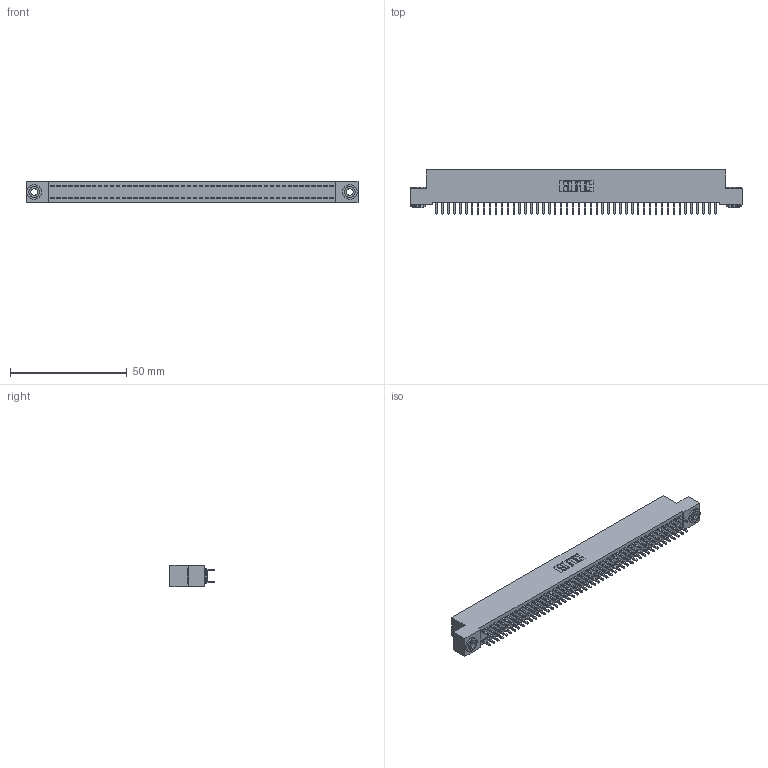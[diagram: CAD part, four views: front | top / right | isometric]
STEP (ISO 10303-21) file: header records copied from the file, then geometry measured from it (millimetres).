
FILE_DESCRIPTION (( 'STEP AP203' ), '1' );
FILE_NAME ('342-096-521-203.STEP', '2019-10-04T15:54:55', ( '' ), ( '' ), 'SwSTEP 2.0', 'SolidWorks 2016', '' );
FILE_SCHEMA (( 'CONFIG_CONTROL_DESIGN' ));
Length unit declared in the file: inch
Products named in the file (4): 342 Part_.156 TH; 342-096-521-203; 345-292-001_345-293-121; 342-250-002_345-250-002-102
Assembly tree (99 placements, depth 2):
  342-096-521-203
    342 Part_.156 TH
    345-292-001_345-293-121  x96
    342-250-002_345-250-002-102  x2
Bounding box: 142.24 x 19.06 x 9.4 mm (x, y, z)
Volume: 12792.3 mm3; surface area: 20919.3 mm2
Topology: 99 solids, 99 shells, 5140 faces, 15255 edges, 10038 vertices
Faces by surface type: plane 3532, cylinder 1600, cone 8
Entity records: 30640 total; most frequent: CARTESIAN_POINT 5045, ORIENTED_EDGE 4974, DIRECTION 4333, EDGE_CURVE 2487, LINE 2335, VECTOR 2335, VERTEX_POINT 1654, AXIS2_PLACEMENT_3D 999
